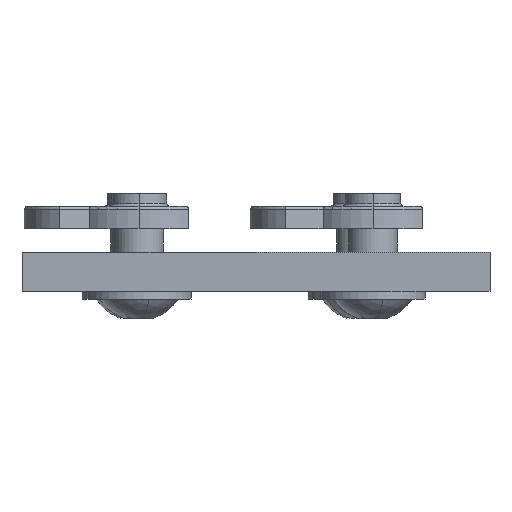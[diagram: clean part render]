
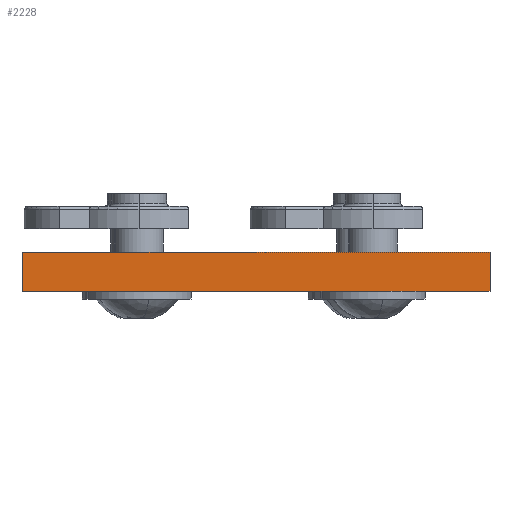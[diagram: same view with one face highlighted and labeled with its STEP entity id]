
A CAD part, front view. The second image highlights one B-rep face of the part: STEP entity #2228.
In plain terms, the highlighted planar face has unit normal (0, -1, 0).
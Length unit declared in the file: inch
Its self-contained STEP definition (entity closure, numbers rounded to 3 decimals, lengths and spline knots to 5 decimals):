
#90 = LINE ( 'NONE', #91, #92 ) ;
#91 = CARTESIAN_POINT ( 'NONE',  ( 0., 0., 0.25 ) ) ;
#92 = VECTOR ( 'NONE', #93, 39.37008 ) ;
#93 = DIRECTION ( 'NONE',  ( 1., 0., 0. ) ) ;
#324 = FACE_OUTER_BOUND ( 'NONE', #2211, .T. ) ;
#325 = PLANE ( 'NONE',  #326 ) ;
#326 = AXIS2_PLACEMENT_3D ( 'NONE', #327, #328, #329 ) ;
#327 = CARTESIAN_POINT ( 'NONE',  ( 0., 0., 0.25 ) ) ;
#328 = DIRECTION ( 'NONE',  ( 0., 1., 0. ) ) ;
#329 = DIRECTION ( 'NONE',  ( 0., 0., 1. ) ) ;
#1170 = ORIENTED_EDGE ( 'NONE', *, *, #2290, .T. ) ;
#1251 = ORIENTED_EDGE ( 'NONE', *, *, #2110, .F. ) ;
#1273 = VERTEX_POINT ( 'NONE', #1575 ) ;
#1290 = VERTEX_POINT ( 'NONE', #1716 ) ;
#1300 = EDGE_CURVE ( 'NONE', #1273, #1290, #1819, .T. ) ;
#1319 = ORIENTED_EDGE ( 'NONE', *, *, #1300, .T. ) ;
#1364 = EDGE_CURVE ( 'NONE', #2278, #2045, #90, .T. ) ;
#1396 = LINE ( 'NONE', #1397, #1399 ) ;
#1397 = CARTESIAN_POINT ( 'NONE',  ( 3., 0., 0.25 ) ) ;
#1399 = VECTOR ( 'NONE', #1400, 39.37008 ) ;
#1400 = DIRECTION ( 'NONE',  ( 0., 0., -1. ) ) ;
#1526 = ORIENTED_EDGE ( 'NONE', *, *, #1364, .F. ) ;
#1575 = CARTESIAN_POINT ( 'NONE',  ( 0., 0., 0. ) ) ;
#1620 = CARTESIAN_POINT ( 'NONE',  ( 0., 0., 0.25 ) ) ;
#1690 = LINE ( 'NONE', #1691, #1694 ) ;
#1691 = CARTESIAN_POINT ( 'NONE',  ( 0., 0., 0.25 ) ) ;
#1694 = VECTOR ( 'NONE', #1695, 39.37008 ) ;
#1695 = DIRECTION ( 'NONE',  ( 0., 0., -1. ) ) ;
#1716 = CARTESIAN_POINT ( 'NONE',  ( 3., 0., 0. ) ) ;
#1819 = LINE ( 'NONE', #1820, #1821 ) ;
#1820 = CARTESIAN_POINT ( 'NONE',  ( 0., 0., 0. ) ) ;
#1821 = VECTOR ( 'NONE', #1823, 39.37008 ) ;
#1823 = DIRECTION ( 'NONE',  ( 1., 0., 0. ) ) ;
#1943 = CARTESIAN_POINT ( 'NONE',  ( 3., 0., 0.25 ) ) ;
#2045 = VERTEX_POINT ( 'NONE', #1943 ) ;
#2110 = EDGE_CURVE ( 'NONE', #2045, #1290, #1396, .T. ) ;
#2211 = EDGE_LOOP ( 'NONE', ( #1319, #1251, #1526, #1170 ) ) ;
#2228 = ADVANCED_FACE ( 'NONE', ( #324 ), #325, .F. ) ;
#2278 = VERTEX_POINT ( 'NONE', #1620 ) ;
#2290 = EDGE_CURVE ( 'NONE', #2278, #1273, #1690, .T. ) ;
